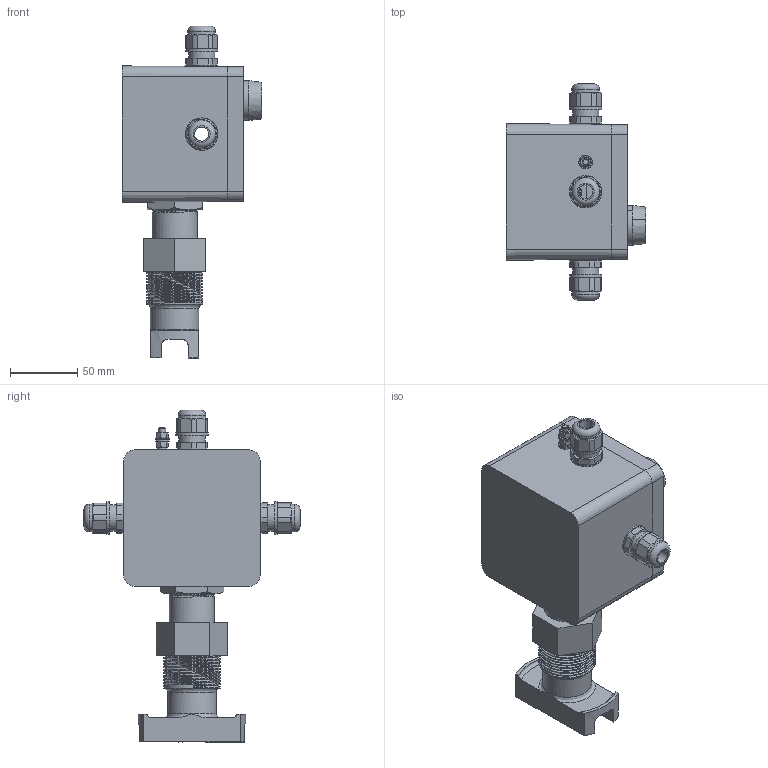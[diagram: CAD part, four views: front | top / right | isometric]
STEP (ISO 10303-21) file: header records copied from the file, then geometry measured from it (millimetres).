
FILE_DESCRIPTION(('STEP AP203'), '1');
FILE_NAME('GreyKab_s_korobkoi_íàïîëíåííàÿ', '2017-07-04T12:27:31', (' '), (' '), 'ASCON STEP Converter 1.3', 'ASCON Math Kernel', '');
FILE_SCHEMA(('CONFIG_CONTROL_DESIGN'));
Length unit declared in the file: millimetre
Products named in the file (23): 329; 330; 331; 332; 333; 334; 335; ﾑﾌﾄ 344995 200 002336; 337; 338; 339; 340; 341; 342; 343; 344; 345; 346; 347; 348; 349; 350; 351
Assembly tree (44 placements, depth 2):
  329
    330
    331
    332
    333
    334
    335
    ﾑﾌﾄ 344995 200 002336  x2
    337
    338  x3
    339  x3
    340  x3
    341
    342
    343  x2
    344  x8
    345
    346  x4
    347
    348  x2
    349
    350  x3
    351  x2
Bounding box: 103.68 x 160.27 x 246.24 mm (x, y, z)
Volume: 534274.7 mm3; surface area: 250111.3 mm2
Topology: 45 solids, 45 shells, 1165 faces, 2985 edges, 1967 vertices
Faces by surface type: plane 687, cylinder 245, bspline 120, cone 101, torus 8, sphere 4
Full cylindrical faces by diameter (mm): 4 x4, 4.134 x3, 4.5 x4, 5 x2, 5.3 x2, 5.5 x2, 6 x6, 7 x4, 10 x8, 10.5 x3, 14 x3, 16 x9, 19.5 x3, 20.5 x4, 22 x1, 24 x9, 26 x1, 28 x1, 29 x1, 30.5 x2, 32 x2, 34 x1, 34.5 x1, 36 x1, 38 x1, 38.952 x1
Entity records: 31501 total; most frequent: CARTESIAN_POINT 13782, ORIENTED_EDGE 3398, DIRECTION 3075, EDGE_CURVE 1699, VERTEX_POINT 1113, AXIS2_PLACEMENT_3D 1086, LINE 903, VECTOR 903
